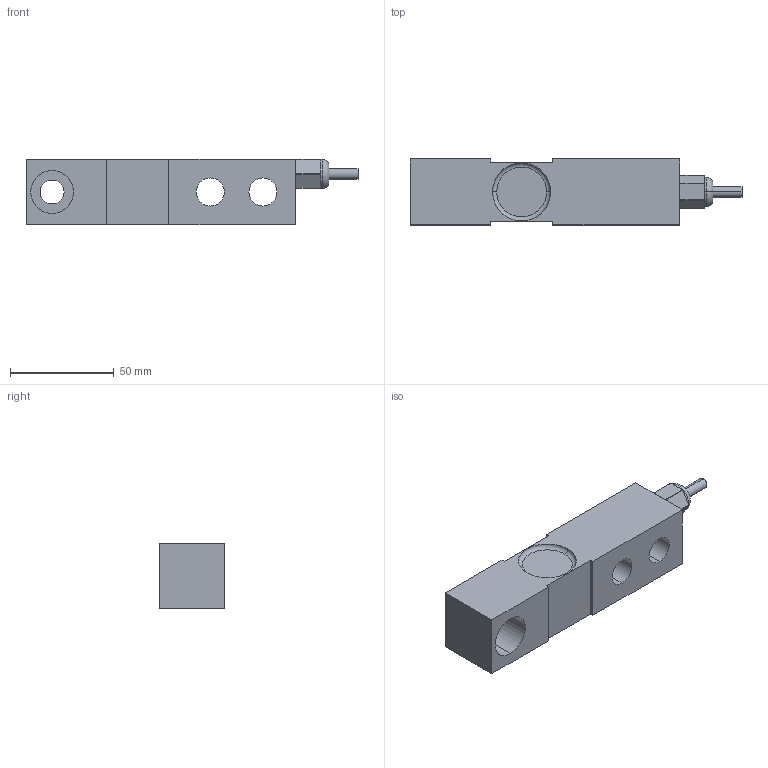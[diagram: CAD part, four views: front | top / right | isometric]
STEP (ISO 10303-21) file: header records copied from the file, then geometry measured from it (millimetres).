
FILE_DESCRIPTION (( 'STEP AP203' ), '1' );
FILE_NAME ('563YH-(0.1-SE5)Klb.STEP', '2017-02-09T02:42:20', ( 'John' ), ( '' ), 'SwSTEP 2.0', 'SolidWorks 2015', '' );
FILE_SCHEMA (( 'CONFIG_CONTROL_DESIGN' ));
Length unit declared in the file: millimetre
Products named in the file (1): 563YH-(0.1-SE5)Klb
Bounding box: 160 x 31.8 x 31.8 mm (x, y, z)
Volume: 112925.9 mm3; surface area: 23225.5 mm2
Topology: 1 solids, 1 shells, 55 faces, 134 edges, 86 vertices
Faces by surface type: plane 31, cylinder 18, torus 6
Entity records: 1713 total; most frequent: DIRECTION 302, CARTESIAN_POINT 276, ORIENTED_EDGE 268, EDGE_CURVE 134, AXIS2_PLACEMENT_3D 112, VERTEX_POINT 86, LINE 78, VECTOR 78
